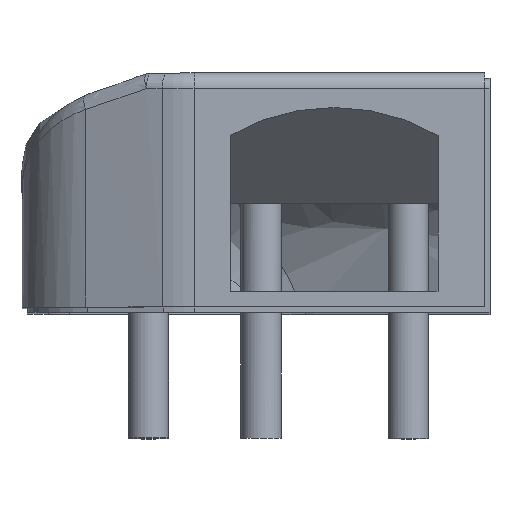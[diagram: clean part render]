
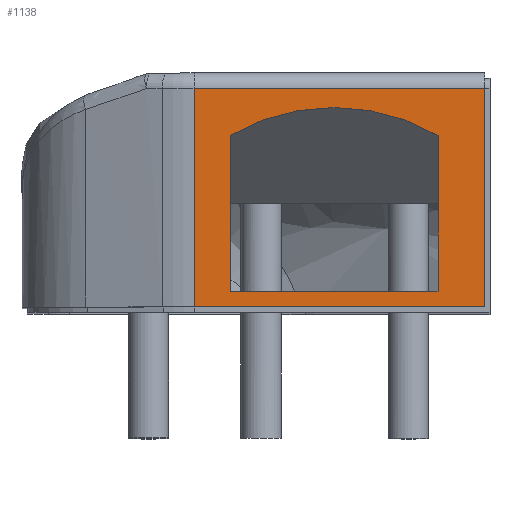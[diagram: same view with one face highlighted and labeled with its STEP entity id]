
A CAD part, top view. The second image highlights one B-rep face of the part: STEP entity #1138.
In plain terms, the highlighted planar face has unit normal (0, 0, 1).
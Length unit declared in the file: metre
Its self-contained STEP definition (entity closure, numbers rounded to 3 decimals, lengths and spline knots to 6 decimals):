
#61=CIRCLE('',#1223,0.02);
#154=ORIENTED_EDGE('',*,*,#500,.F.);
#155=ORIENTED_EDGE('',*,*,#501,.T.);
#156=ORIENTED_EDGE('',*,*,#502,.F.);
#157=ORIENTED_EDGE('',*,*,#503,.F.);
#158=ORIENTED_EDGE('',*,*,#504,.F.);
#159=ORIENTED_EDGE('',*,*,#505,.T.);
#160=ORIENTED_EDGE('',*,*,#506,.T.);
#161=ORIENTED_EDGE('',*,*,#507,.F.);
#500=EDGE_CURVE('',#673,#674,#783,.T.);
#501=EDGE_CURVE('',#673,#675,#784,.T.);
#502=EDGE_CURVE('',#676,#675,#61,.T.);
#503=EDGE_CURVE('',#674,#676,#785,.T.);
#504=EDGE_CURVE('',#677,#678,#786,.T.);
#505=EDGE_CURVE('',#677,#679,#787,.T.);
#506=EDGE_CURVE('',#679,#680,#788,.F.);
#507=EDGE_CURVE('',#678,#680,#789,.T.);
#673=VERTEX_POINT('',#1627);
#674=VERTEX_POINT('',#1628);
#675=VERTEX_POINT('',#1630);
#676=VERTEX_POINT('',#1632);
#677=VERTEX_POINT('',#1635);
#678=VERTEX_POINT('',#1636);
#679=VERTEX_POINT('',#1638);
#680=VERTEX_POINT('',#1640);
#783=LINE('',#1626,#869);
#784=LINE('',#1629,#870);
#785=LINE('',#1633,#871);
#786=LINE('',#1634,#872);
#787=LINE('',#1637,#873);
#788=LINE('',#1639,#874);
#789=LINE('',#1641,#875);
#869=VECTOR('',#1327,1.);
#870=VECTOR('',#1328,1.);
#871=VECTOR('',#1331,1.);
#872=VECTOR('',#1332,1.);
#873=VECTOR('',#1333,1.);
#874=VECTOR('',#1334,1.);
#875=VECTOR('',#1335,1.);
#949=EDGE_LOOP('',(#154,#155,#156,#157));
#950=EDGE_LOOP('',(#158,#159,#160,#161));
#1030=FACE_BOUND('',#949,.T.);
#1031=FACE_BOUND('',#950,.T.);
#1111=PLANE('',#1222);
#1138=ADVANCED_FACE('',(#1030,#1031),#1111,.F.);
#1222=AXIS2_PLACEMENT_3D('',#1625,#1325,#1326);
#1223=AXIS2_PLACEMENT_3D('',#1631,#1329,#1330);
#1325=DIRECTION('',(0.,0.,-1.));
#1326=DIRECTION('',(-1.,0.,0.));
#1327=DIRECTION('',(1.,0.,0.));
#1328=DIRECTION('',(0.,1.,0.));
#1329=DIRECTION('',(0.,0.,1.));
#1330=DIRECTION('',(1.,0.,0.));
#1331=DIRECTION('',(0.,1.,0.));
#1332=DIRECTION('',(0.,-1.,0.));
#1333=DIRECTION('',(-1.,0.,0.));
#1334=DIRECTION('',(0.,1.,0.));
#1335=DIRECTION('',(-1.,0.,0.));
#1625=CARTESIAN_POINT('',(0.045,0.0115,0.));
#1626=CARTESIAN_POINT('',(0.03,0.002,0.));
#1627=CARTESIAN_POINT('',(0.02,0.002,0.));
#1628=CARTESIAN_POINT('',(0.04,0.002,0.));
#1629=CARTESIAN_POINT('',(0.02,0.0095,0.));
#1630=CARTESIAN_POINT('',(0.02,0.017,0.));
#1631=CARTESIAN_POINT('',(0.03,-0.000321,0.));
#1632=CARTESIAN_POINT('',(0.04,0.017,0.));
#1633=CARTESIAN_POINT('',(0.04,0.0095,0.));
#1634=CARTESIAN_POINT('',(0.0445,0.0215,0.));
#1635=CARTESIAN_POINT('',(0.0445,0.0215,0.));
#1636=CARTESIAN_POINT('',(0.0445,0.0005,0.));
#1637=CARTESIAN_POINT('',(0.045,0.0215,0.));
#1638=CARTESIAN_POINT('',(0.016544,0.0215,0.));
#1639=CARTESIAN_POINT('',(0.016544,0.,0.));
#1640=CARTESIAN_POINT('',(0.016544,0.0005,0.));
#1641=CARTESIAN_POINT('',(0.045,0.0005,0.));
